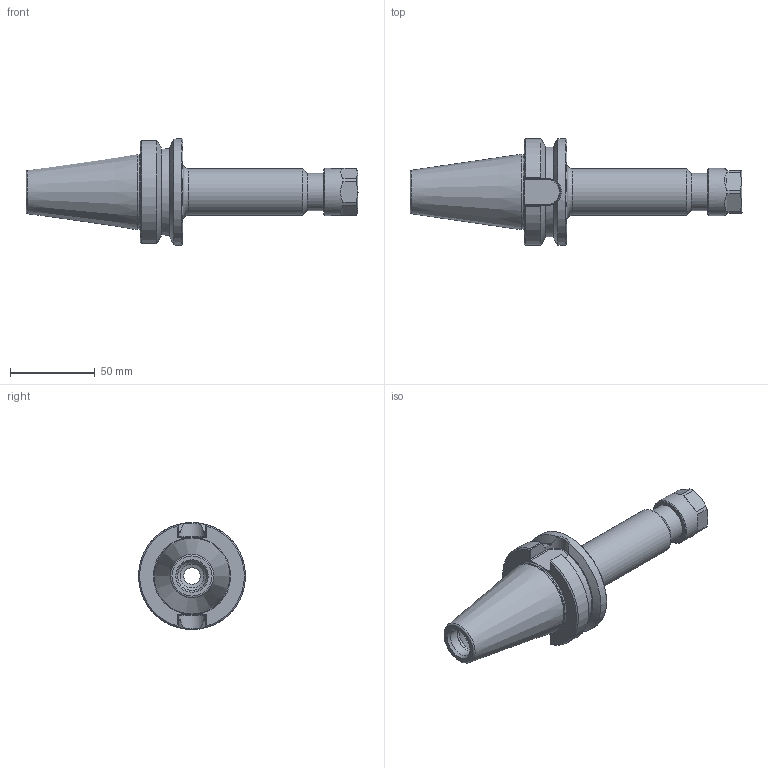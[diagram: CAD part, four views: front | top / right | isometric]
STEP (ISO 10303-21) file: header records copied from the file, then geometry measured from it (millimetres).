
FILE_DESCRIPTION((''),'2;1');
FILE_NAME('B40-16ERP512.iam.stp','2014-06-02T14:15:19',(''),(''),'Autodesk Inventor 2012','Autodesk Inventor 2012','');
FILE_SCHEMA(('AUTOMOTIVE_DESIGN { 1 0 10303 214 1 1 1 1 }'));
Length unit declared in the file: inch
Products named in the file (3): B40-16ERP512; B40-16ER5-1; 16ERHPN
Assembly tree (2 placements, depth 2):
  B40-16ERP512
    B40-16ER5-1
    16ERHPN
Bounding box: 195.45 x 62.99 x 62.99 mm (x, y, z)
Volume: 165681.1 mm3; surface area: 37489.5 mm2
Topology: 3 solids, 3 shells, 114 faces, 271 edges, 169 vertices
Faces by surface type: plane 44, cylinder 33, cone 25, torus 10, bspline 2
Full cylindrical faces by diameter (mm): 9.728 x1, 11.176 x1, 12.04 x1, 13.843 x1, 16.002 x1, 17.01 x1, 17.013 x1, 17.112 x1, 17.272 x1, 17.623 x1, 20.066 x1, 20.168 x1, 20.676 x1, 22 x1, 22.428 x1, 27.432 x1, 27.737 x1, 43.942 x1, 62.992 x1
Entity records: 3255 total; most frequent: CARTESIAN_POINT 689, DIRECTION 512, ORIENTED_EDGE 432, AXIS2_PLACEMENT_3D 219, EDGE_CURVE 216, EDGE_LOOP 172, VERTEX_POINT 160, FACE_OUTER_BOUND 114
